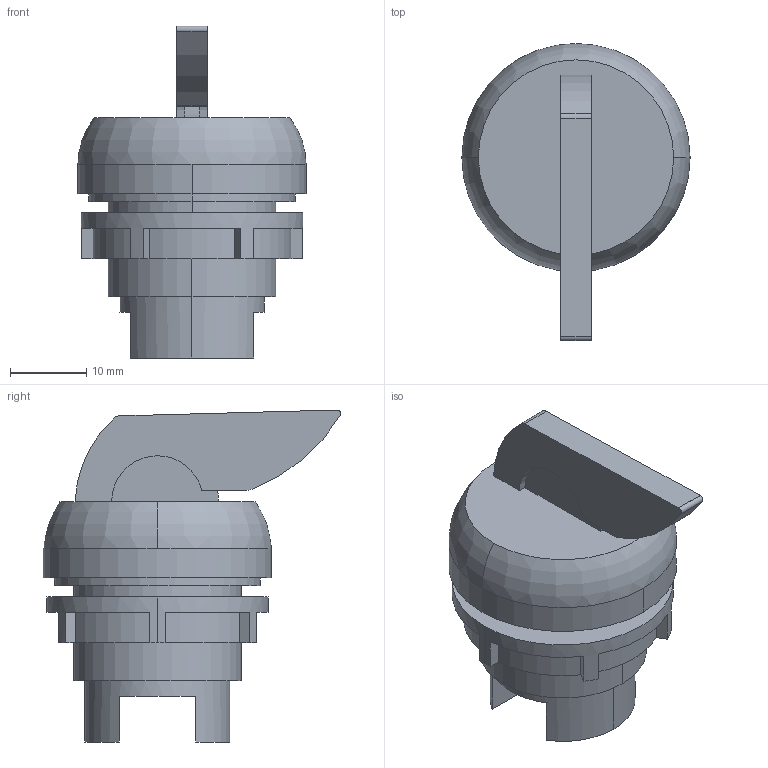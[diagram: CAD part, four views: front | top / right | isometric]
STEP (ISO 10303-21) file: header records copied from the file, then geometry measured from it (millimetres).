
FILE_DESCRIPTION(('STEP AP214'),'1');
FILE_NAME('bouton_023941.stp','2019-01-09T08:03:46',('TraceParts'),('TraceParts S.A.'),'Spatial InterOp 3D',' ',' ');
FILE_SCHEMA(('automotive_design'));
Length unit declared in the file: millimetre
Products named in the file (2): bouton_023941_1; bouton_023941_2
Bounding box: 29.9 x 38.95 x 43.5 mm (x, y, z)
Volume: 15515.7 mm3; surface area: 6092.3 mm2
Topology: 2 solids, 2 shells, 66 faces, 175 edges, 117 vertices
Faces by surface type: plane 35, cylinder 29, torus 2
Entity records: 2122 total; most frequent: DIRECTION 392, CARTESIAN_POINT 360, ORIENTED_EDGE 350, EDGE_CURVE 175, AXIS2_PLACEMENT_3D 149, VERTEX_POINT 117, LINE 94, VECTOR 94
